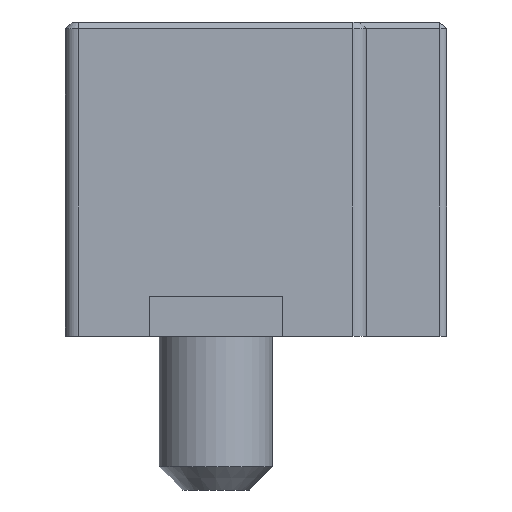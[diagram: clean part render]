
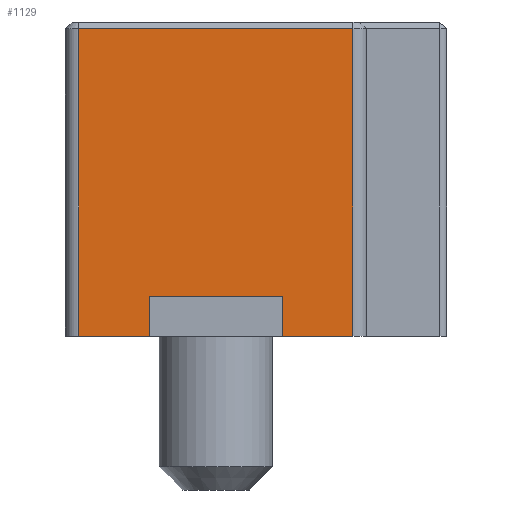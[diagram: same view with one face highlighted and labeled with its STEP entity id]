
A CAD part, left-side view. The second image highlights one B-rep face of the part: STEP entity #1129.
In plain terms, the highlighted planar face has unit normal (-1, 0, 0).
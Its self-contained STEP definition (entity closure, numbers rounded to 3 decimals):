
#302 = VERTEX_POINT('',#303);
#303 = CARTESIAN_POINT('',(-5.,2.05,0.));
#310 = EDGE_CURVE('',#302,#311,#313,.T.);
#311 = VERTEX_POINT('',#312);
#312 = CARTESIAN_POINT('',(-5.,1.,0.));
#313 = LINE('',#314,#315);
#314 = CARTESIAN_POINT('',(-5.,0.,0.));
#315 = VECTOR('',#316,1.);
#316 = DIRECTION('',(0.,-1.,0.));
#335 = VERTEX_POINT('',#336);
#336 = CARTESIAN_POINT('',(-5.,-1.,0.));
#342 = EDGE_CURVE('',#335,#343,#345,.T.);
#343 = VERTEX_POINT('',#344);
#344 = CARTESIAN_POINT('',(-5.,-2.05,0.));
#345 = LINE('',#346,#347);
#346 = CARTESIAN_POINT('',(-5.,0.,0.));
#347 = VECTOR('',#348,1.);
#348 = DIRECTION('',(0.,-1.,0.));
#1103 = VERTEX_POINT('',#1104);
#1104 = CARTESIAN_POINT('',(-5.,2.05,4.6));
#1111 = EDGE_CURVE('',#302,#1103,#1112,.T.);
#1112 = LINE('',#1113,#1114);
#1113 = CARTESIAN_POINT('',(-5.,2.05,0.));
#1114 = VECTOR('',#1115,1.);
#1115 = DIRECTION('',(0.,0.,1.));
#1129 = ADVANCED_FACE('',(#1130),#1171,.T.);
#1130 = FACE_BOUND('',#1131,.F.);
#1131 = EDGE_LOOP('',(#1132,#1140,#1141,#1149,#1157,#1163,#1164,#1165));
#1132 = ORIENTED_EDGE('',*,*,#1133,.T.);
#1133 = EDGE_CURVE('',#1134,#343,#1136,.T.);
#1134 = VERTEX_POINT('',#1135);
#1135 = CARTESIAN_POINT('',(-5.,-2.05,4.6));
#1136 = LINE('',#1137,#1138);
#1137 = CARTESIAN_POINT('',(-5.,-2.05,4.7));
#1138 = VECTOR('',#1139,1.);
#1139 = DIRECTION('',(0.,0.,-1.));
#1140 = ORIENTED_EDGE('',*,*,#342,.F.);
#1141 = ORIENTED_EDGE('',*,*,#1142,.T.);
#1142 = EDGE_CURVE('',#335,#1143,#1145,.T.);
#1143 = VERTEX_POINT('',#1144);
#1144 = CARTESIAN_POINT('',(-5.,-1.,0.6));
#1145 = LINE('',#1146,#1147);
#1146 = CARTESIAN_POINT('',(-5.,-1.,-10.));
#1147 = VECTOR('',#1148,1.);
#1148 = DIRECTION('',(0.,0.,1.));
#1149 = ORIENTED_EDGE('',*,*,#1150,.T.);
#1150 = EDGE_CURVE('',#1143,#1151,#1153,.T.);
#1151 = VERTEX_POINT('',#1152);
#1152 = CARTESIAN_POINT('',(-5.,1.,0.6));
#1153 = LINE('',#1154,#1155);
#1154 = CARTESIAN_POINT('',(-5.,-1.,0.6));
#1155 = VECTOR('',#1156,1.);
#1156 = DIRECTION('',(0.,1.,0.));
#1157 = ORIENTED_EDGE('',*,*,#1158,.T.);
#1158 = EDGE_CURVE('',#1151,#311,#1159,.T.);
#1159 = LINE('',#1160,#1161);
#1160 = CARTESIAN_POINT('',(-5.,1.,0.6));
#1161 = VECTOR('',#1162,1.);
#1162 = DIRECTION('',(0.,-0.,-1.));
#1163 = ORIENTED_EDGE('',*,*,#310,.F.);
#1164 = ORIENTED_EDGE('',*,*,#1111,.T.);
#1165 = ORIENTED_EDGE('',*,*,#1166,.T.);
#1166 = EDGE_CURVE('',#1103,#1134,#1167,.T.);
#1167 = LINE('',#1168,#1169);
#1168 = CARTESIAN_POINT('',(-5.,2.05,4.6));
#1169 = VECTOR('',#1170,1.);
#1170 = DIRECTION('',(-0.,-1.,-0.));
#1171 = PLANE('',#1172);
#1172 = AXIS2_PLACEMENT_3D('',#1173,#1174,#1175);
#1173 = CARTESIAN_POINT('',(-5.,0.,-1.016));
#1174 = DIRECTION('',(-1.,0.,0.));
#1175 = DIRECTION('',(0.,-0.,-1.));
